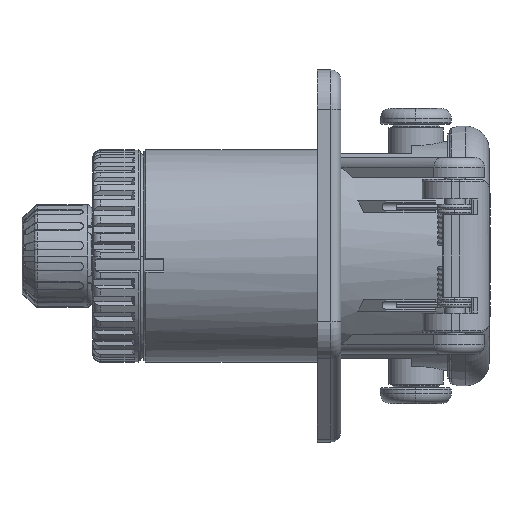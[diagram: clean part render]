
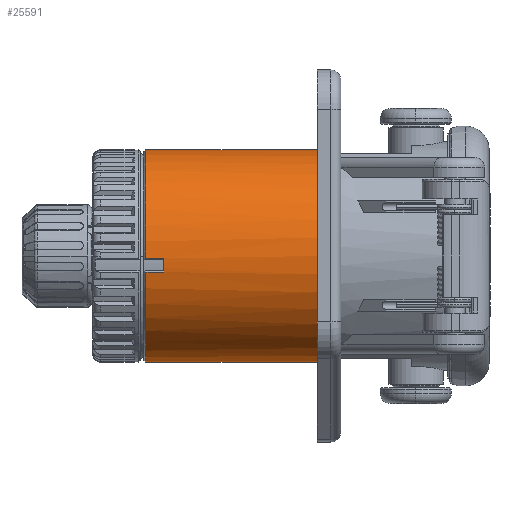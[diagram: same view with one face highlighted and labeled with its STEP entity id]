
A CAD part, front view. The second image highlights one B-rep face of the part: STEP entity #25591.
In plain terms, the highlighted cylindrical face has radius 27 mm (diameter 54 mm), a partial arc.
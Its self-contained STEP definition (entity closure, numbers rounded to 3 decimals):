
#2483=CARTESIAN_POINT('',(0.5,0.,0.));
#2484=DIRECTION('',(1.,0.,0.));
#2485=DIRECTION('',(0.,0.,1.));
#2486=AXIS2_PLACEMENT_3D('',#2483,#2484,#2485);
#2500=DIRECTION('',(1.,0.,0.));
#2501=VECTOR('',#2500,43.5);
#2502=CARTESIAN_POINT('',(0.5,0.,27.));
#2503=LINE('',#2502,#2501);
#2504=DIRECTION('',(1.,0.,0.));
#2505=VECTOR('',#2504,43.5);
#2506=CARTESIAN_POINT('',(0.5,0.,-27.));
#2507=LINE('',#2506,#2505);
#2508=DIRECTION('',(-1.,0.,0.));
#2509=VECTOR('',#2508,4.5);
#2510=CARTESIAN_POINT('',(5.,-26.993,-0.605));
#2511=LINE('',#2510,#2509);
#2512=CARTESIAN_POINT('',(5.,0.,0.));
#2513=DIRECTION('',(-1.,0.,0.));
#2514=DIRECTION('',(0.,-0.988,-0.152));
#2515=AXIS2_PLACEMENT_3D('',#2512,#2513,#2514);
#2534=DIRECTION('',(-1.,0.,0.));
#2535=VECTOR('',#2534,4.5);
#2536=CARTESIAN_POINT('',(5.,-26.688,-4.092));
#2537=LINE('',#2536,#2535);
#2538=CARTESIAN_POINT('',(0.5,0.,0.));
#2539=DIRECTION('',(1.,0.,0.));
#2540=DIRECTION('',(0.,-0.988,-0.152));
#2541=AXIS2_PLACEMENT_3D('',#2538,#2539,#2540);
#2745=CARTESIAN_POINT('',(44.,0.,0.));
#2746=DIRECTION('',(1.,0.,0.));
#2747=DIRECTION('',(0.,0.,1.));
#2748=AXIS2_PLACEMENT_3D('',#2745,#2746,#2747);
#19047=CARTESIAN_POINT('',(44.,0.,27.));
#19048=CARTESIAN_POINT('',(44.,0.,-27.));
#19049=VERTEX_POINT('',#19047);
#19050=VERTEX_POINT('',#19048);
#19725=CARTESIAN_POINT('',(5.,-26.688,-4.092));
#19726=CARTESIAN_POINT('',(5.,-26.993,-0.605));
#19727=VERTEX_POINT('',#19725);
#19728=VERTEX_POINT('',#19726);
#19761=CARTESIAN_POINT('',(0.5,0.,27.));
#19762=CARTESIAN_POINT('',(0.5,-26.993,-0.605));
#19763=VERTEX_POINT('',#19761);
#19764=VERTEX_POINT('',#19762);
#19773=CARTESIAN_POINT('',(0.5,-26.688,-4.092));
#19774=CARTESIAN_POINT('',(0.5,0.,-27.));
#19775=VERTEX_POINT('',#19773);
#19776=VERTEX_POINT('',#19774);
#25569=CARTESIAN_POINT('',(84.,0.,0.));
#25570=DIRECTION('',(-1.,0.,0.));
#25571=DIRECTION('',(0.,0.,-1.));
#25572=AXIS2_PLACEMENT_3D('',#25569,#25570,#25571);
#25573=CYLINDRICAL_SURFACE('',#25572,27.);
#25575=ORIENTED_EDGE('',*,*,#25574,.T.);
#25576=ORIENTED_EDGE('',*,*,#25559,.F.);
#25578=ORIENTED_EDGE('',*,*,#25577,.T.);
#25580=ORIENTED_EDGE('',*,*,#25579,.T.);
#25582=ORIENTED_EDGE('',*,*,#25581,.F.);
#25584=ORIENTED_EDGE('',*,*,#25583,.F.);
#25586=ORIENTED_EDGE('',*,*,#25585,.F.);
#25588=ORIENTED_EDGE('',*,*,#25587,.T.);
#25589=EDGE_LOOP('',(#25575,#25576,#25578,#25580,#25582,#25584,#25586,#25588));
#25590=FACE_OUTER_BOUND('',#25589,.F.);
#25591=ADVANCED_FACE('',(#25590),#25573,.T.);
#2487=CIRCLE('',#2486,27.);
#2516=CIRCLE('',#2515,27.);
#2542=CIRCLE('',#2541,27.);
#2749=CIRCLE('',#2748,27.);
#25559=EDGE_CURVE('',#19763,#19764,#2487,.T.);
#25574=EDGE_CURVE('',#19728,#19764,#2511,.T.);
#25577=EDGE_CURVE('',#19763,#19049,#2503,.T.);
#25579=EDGE_CURVE('',#19049,#19050,#2749,.T.);
#25581=EDGE_CURVE('',#19776,#19050,#2507,.T.);
#25583=EDGE_CURVE('',#19775,#19776,#2542,.T.);
#25585=EDGE_CURVE('',#19727,#19775,#2537,.T.);
#25587=EDGE_CURVE('',#19727,#19728,#2516,.T.);
